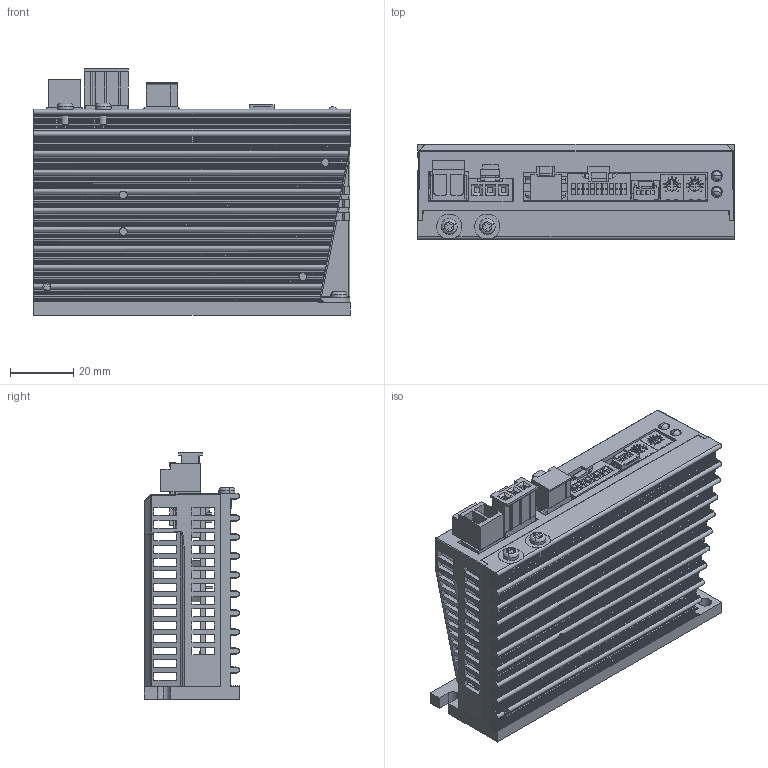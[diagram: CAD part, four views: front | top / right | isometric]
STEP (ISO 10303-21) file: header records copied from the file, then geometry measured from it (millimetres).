
FILE_DESCRIPTION (( 'STEP AP203' ), '1' );
FILE_NAME ('BLD-232.STEP', '2015-05-21T08:55:06', ( 'Leo_liu' ), ( '' ), 'SwSTEP 2.0', 'SolidWorks 2014', '' );
FILE_SCHEMA (( 'CONFIG_CONTROL_DESIGN' ));
Length unit declared in the file: millimetre
Products named in the file (1): BLD-232
Bounding box: 100 x 30 x 77.8 mm (x, y, z)
Surface area: 62798.5 mm2 (no closed solid volume)
Topology: 0 solids, 30 shells, 1763 faces, 6385 edges, 4582 vertices
Faces by surface type: plane 924, cylinder 808, torus 12, sphere 7, cone 6, bspline 6
Entity records: 70455 total; most frequent: CARTESIAN_POINT 17181, ORIENTED_EDGE 10948, DIRECTION 10279, EDGE_CURVE 6377, VERTEX_POINT 4578, LINE 4435, VECTOR 4435, AXIS2_PLACEMENT_3D 2922
